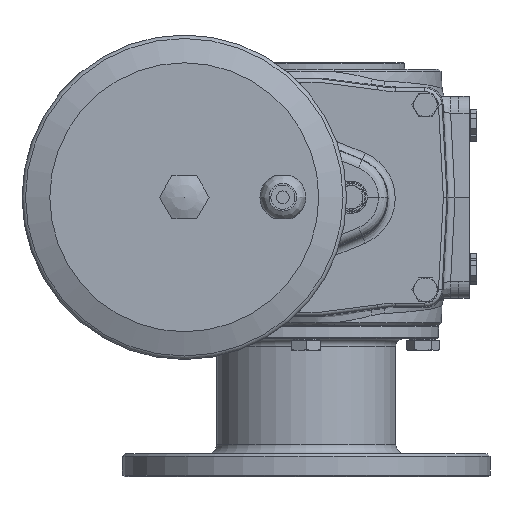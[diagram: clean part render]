
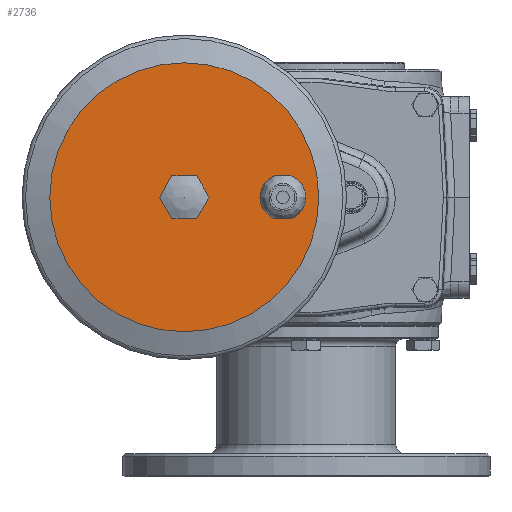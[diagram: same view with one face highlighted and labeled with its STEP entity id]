
A CAD part, left-side view. The second image highlights one B-rep face of the part: STEP entity #2736.
In plain terms, the highlighted planar face has unit normal (-1, 0, 0).
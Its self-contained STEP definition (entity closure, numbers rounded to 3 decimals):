
#2736 = ADVANCED_FACE( '', ( #5872, #5873, #5874 ), #5875, .T. );
#5872 = FACE_BOUND( '', #21570, .T. );
#5873 = FACE_OUTER_BOUND( '', #21571, .T. );
#5874 = FACE_BOUND( '', #21572, .T. );
#5875 = PLANE( '', #21573 );
#21570 = EDGE_LOOP( '', ( #29656, #29657, #29658, #29659 ) );
#21571 = EDGE_LOOP( '', ( #29660 ) );
#21572 = EDGE_LOOP( '', ( #29661, #29662, #29663, #29664, #29665, #29666 ) );
#21573 = AXIS2_PLACEMENT_3D( '', #29667, #29668, #29669 );
#29656 = ORIENTED_EDGE( '', *, *, #32600, .F. );
#29657 = ORIENTED_EDGE( '', *, *, #32808, .F. );
#29658 = ORIENTED_EDGE( '', *, *, #32566, .F. );
#29659 = ORIENTED_EDGE( '', *, *, #30990, .T. );
#29660 = ORIENTED_EDGE( '', *, *, #31876, .T. );
#29661 = ORIENTED_EDGE( '', *, *, #32211, .T. );
#29662 = ORIENTED_EDGE( '', *, *, #32493, .T. );
#29663 = ORIENTED_EDGE( '', *, *, #32143, .T. );
#29664 = ORIENTED_EDGE( '', *, *, #32264, .T. );
#29665 = ORIENTED_EDGE( '', *, *, #32323, .T. );
#29666 = ORIENTED_EDGE( '', *, *, #32810, .T. );
#29667 = CARTESIAN_POINT( '', ( -587., -7., 0. ) );
#29668 = DIRECTION( '', ( -1., 0., 0. ) );
#29669 = DIRECTION( '', ( 0., -1., 0. ) );
#30990 = EDGE_CURVE( '', #34384, #34382, #34385, .T. );
#31876 = EDGE_CURVE( '', #35661, #35661, #35662, .T. );
#32143 = EDGE_CURVE( '', #36007, #36011, #36013, .T. );
#32211 = EDGE_CURVE( '', #36095, #36099, #36101, .T. );
#32264 = EDGE_CURVE( '', #36011, #36161, #36163, .T. );
#32323 = EDGE_CURVE( '', #36161, #36231, #36233, .T. );
#32493 = EDGE_CURVE( '', #36099, #36007, #36447, .T. );
#32566 = EDGE_CURVE( '', #34384, #36530, #36531, .T. );
#32600 = EDGE_CURVE( '', #36572, #34382, #36573, .T. );
#32808 = EDGE_CURVE( '', #36530, #36572, #36797, .T. );
#32810 = EDGE_CURVE( '', #36231, #36095, #36799, .T. );
#34382 = VERTEX_POINT( '', #40981 );
#34384 = VERTEX_POINT( '', #40984 );
#34385 = LINE( '', #40985, #40986 );
#35661 = VERTEX_POINT( '', #44482 );
#35662 = CIRCLE( '', #44483, 75. );
#36007 = VERTEX_POINT( '', #45426 );
#36011 = VERTEX_POINT( '', #45431 );
#36013 = LINE( '', #45434, #45435 );
#36095 = VERTEX_POINT( '', #45636 );
#36099 = VERTEX_POINT( '', #45641 );
#36101 = LINE( '', #45644, #45645 );
#36161 = VERTEX_POINT( '', #45810 );
#36163 = LINE( '', #45813, #45814 );
#36231 = VERTEX_POINT( '', #46132 );
#36233 = LINE( '', #46135, #46136 );
#36447 = LINE( '', #46967, #46968 );
#36530 = VERTEX_POINT( '', #47115 );
#36531 = CIRCLE( '', #47116, 12.8 );
#36572 = VERTEX_POINT( '', #47254 );
#36573 = CIRCLE( '', #47255, 12.8 );
#36797 = LINE( '', #47738, #47739 );
#36799 = LINE( '', #47741, #47742 );
#40981 = CARTESIAN_POINT( '', ( -587., 17.454, -12. ) );
#40984 = CARTESIAN_POINT( '', ( -587., 8.546, -12. ) );
#40985 = CARTESIAN_POINT( '', ( -587., 8.546, -12. ) );
#40986 = VECTOR( '', #48838, 1000. );
#44482 = CARTESIAN_POINT( '', ( -587., -7., 0. ) );
#44483 = AXIS2_PLACEMENT_3D( '', #49787, #49788, #49789 );
#45426 = CARTESIAN_POINT( '', ( -587., 74.928, 12. ) );
#45431 = CARTESIAN_POINT( '', ( -587., 61.072, 12. ) );
#45434 = CARTESIAN_POINT( '', ( -587., 74.928, 12. ) );
#45435 = VECTOR( '', #50026, 1000. );
#45636 = CARTESIAN_POINT( '', ( -587., 74.928, -12. ) );
#45641 = CARTESIAN_POINT( '', ( -587., 81.856, 0. ) );
#45644 = CARTESIAN_POINT( '', ( -587., 74.928, -12. ) );
#45645 = VECTOR( '', #50093, 1000. );
#45810 = CARTESIAN_POINT( '', ( -587., 54.144, 0. ) );
#45813 = CARTESIAN_POINT( '', ( -587., 61.072, 12. ) );
#45814 = VECTOR( '', #50129, 1000. );
#46132 = CARTESIAN_POINT( '', ( -587., 61.072, -12. ) );
#46135 = CARTESIAN_POINT( '', ( -587., 54.144, 0. ) );
#46136 = VECTOR( '', #50176, 1000. );
#46967 = CARTESIAN_POINT( '', ( -587., 81.856, 0. ) );
#46968 = VECTOR( '', #50321, 1000. );
#47115 = CARTESIAN_POINT( '', ( -587., 8.546, 12. ) );
#47116 = AXIS2_PLACEMENT_3D( '', #50377, #50378, #50379 );
#47254 = CARTESIAN_POINT( '', ( -587., 17.454, 12. ) );
#47255 = AXIS2_PLACEMENT_3D( '', #50399, #50400, #50401 );
#47738 = CARTESIAN_POINT( '', ( -587., 8.546, 12. ) );
#47739 = VECTOR( '', #50511, 1000. );
#47741 = CARTESIAN_POINT( '', ( -587., 61.072, -12. ) );
#47742 = VECTOR( '', #50512, 1000. );
#48838 = DIRECTION( '', ( 0., 1., 0. ) );
#49787 = CARTESIAN_POINT( '', ( -587., 68., 0. ) );
#49788 = DIRECTION( '', ( -1., 0., 0. ) );
#49789 = DIRECTION( '', ( 0., -1., 0. ) );
#50026 = DIRECTION( '', ( 0., -1., 0. ) );
#50093 = DIRECTION( '', ( 0., 0.5, 0.866 ) );
#50129 = DIRECTION( '', ( 0., -0.5, -0.866 ) );
#50176 = DIRECTION( '', ( 0., 0.5, -0.866 ) );
#50321 = DIRECTION( '', ( 0., -0.5, 0.866 ) );
#50377 = CARTESIAN_POINT( '', ( -587., 13., 0. ) );
#50378 = DIRECTION( '', ( -1., 0., 0. ) );
#50379 = DIRECTION( '', ( 0., -1., 0. ) );
#50399 = CARTESIAN_POINT( '', ( -587., 13., 0. ) );
#50400 = DIRECTION( '', ( -1., 0., 0. ) );
#50401 = DIRECTION( '', ( 0., -1., 0. ) );
#50511 = DIRECTION( '', ( 0., 1., 0. ) );
#50512 = DIRECTION( '', ( 0., 1., 0. ) );
